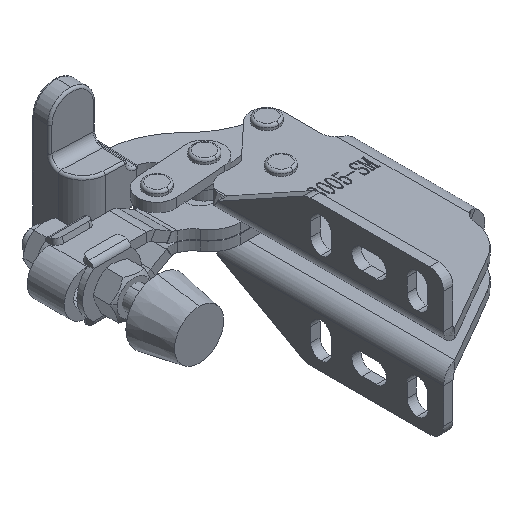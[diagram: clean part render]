
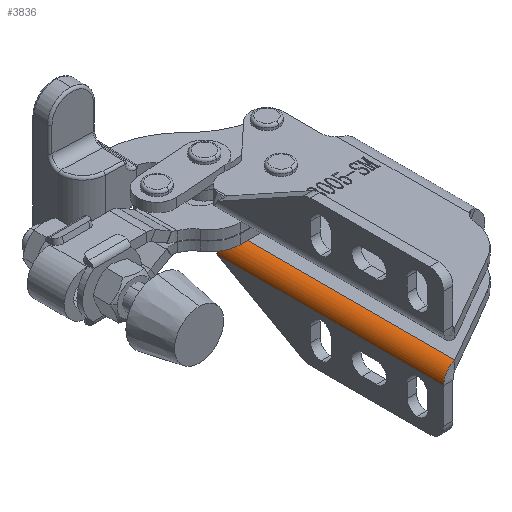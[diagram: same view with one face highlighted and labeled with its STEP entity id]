
A CAD part, isometric view. The second image highlights one B-rep face of the part: STEP entity #3836.
In plain terms, the highlighted cylindrical face has radius 3 mm (diameter 6 mm), a partial arc.
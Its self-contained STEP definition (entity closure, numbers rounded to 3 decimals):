
#1498 =( BOUNDED_CURVE ( )  B_SPLINE_CURVE ( 3, ( #23859, #23861, #23885, #23887 ),
 .UNSPECIFIED., .F., .F. ) 
 B_SPLINE_CURVE_WITH_KNOTS ( ( 4, 4 ),
 ( 3.142, 4.712 ),
 .UNSPECIFIED. ) 
 CURVE ( )  GEOMETRIC_REPRESENTATION_ITEM ( )  RATIONAL_B_SPLINE_CURVE ( ( 1., 0.805, 0.805, 1. ) ) 
 REPRESENTATION_ITEM ( '' )  );
#1499 = B_SPLINE_CURVE_WITH_KNOTS ( 'NONE', 3,
 ( #23855, #23844, #23863, #23865, #23866, #23867, #23869, #23870, #23871, #23873, #23875, #23877, #23879, #23881 ),
 .UNSPECIFIED., .F., .F.,
 ( 4, 2, 2, 2, 2, 2, 4 ),
 ( 0., 0.002, 0.002, 0.003, 0.005, 0.005, 0.006 ),
 .UNSPECIFIED. ) ;
#2101 = EDGE_LOOP ( 'NONE', ( #2987, #2990, #2983, #2985 ) ) ;
#2983 = ORIENTED_EDGE ( 'NONE', *, *, #19873, .T. ) ;
#2985 = ORIENTED_EDGE ( 'NONE', *, *, #19898, .T. ) ;
#2987 = ORIENTED_EDGE ( 'NONE', *, *, #19896, .F. ) ;
#2990 = ORIENTED_EDGE ( 'NONE', *, *, #19897, .T. ) ;
#3836 = ADVANCED_FACE ( 'NONE', ( #8771 ), #8778, .T. ) ;
#8771 = FACE_OUTER_BOUND ( 'NONE', #2101, .T. ) ;
#8778 = CYLINDRICAL_SURFACE ( 'NONE', #11650, 3. ) ;
#11650 = AXIS2_PLACEMENT_3D ( 'NONE', #21126, #21127, #21131 ) ;
#13749 = LINE ( 'NONE', #23733, #13752 ) ;
#13752 = VECTOR ( 'NONE', #23737, 1000. ) ;
#16105 = CARTESIAN_POINT ( 'NONE',  ( -2., 48.258, -5. ) ) ;
#16110 = CARTESIAN_POINT ( 'NONE',  ( -2., 0., -5. ) ) ;
#16119 = CARTESIAN_POINT ( 'NONE',  ( 1., 0.577, -2. ) ) ;
#16128 = CARTESIAN_POINT ( 'NONE',  ( 1., 52.131, -2. ) ) ;
#18242 = VERTEX_POINT ( 'NONE', #16105 ) ;
#18247 = VERTEX_POINT ( 'NONE', #16110 ) ;
#18256 = VERTEX_POINT ( 'NONE', #16119 ) ;
#18265 = VERTEX_POINT ( 'NONE', #16128 ) ;
#19873 = EDGE_CURVE ( 'NONE', #18242, #18247, #13749, .T. ) ;
#19896 = EDGE_CURVE ( 'NONE', #18265, #18256, #24578, .T. ) ;
#19897 = EDGE_CURVE ( 'NONE', #18265, #18242, #1499, .T. ) ;
#19898 = EDGE_CURVE ( 'NONE', #18247, #18256, #1498, .T. ) ;
#21126 = CARTESIAN_POINT ( 'NONE',  ( 1., 65., -5. ) ) ;
#21127 = DIRECTION ( 'NONE',  ( 0., 1., 0. ) ) ;
#21131 = DIRECTION ( 'NONE',  ( -1., 0., 0. ) ) ;
#23733 = CARTESIAN_POINT ( 'NONE',  ( -2., 0., -5. ) ) ;
#23737 = DIRECTION ( 'NONE',  ( 0., -1., 0. ) ) ;
#23844 = CARTESIAN_POINT ( 'NONE',  ( 0.626, 51.779, -2. ) ) ;
#23853 = CARTESIAN_POINT ( 'NONE',  ( 1., 65., -2. ) ) ;
#23855 = CARTESIAN_POINT ( 'NONE',  ( 1., 52.131, -2. ) ) ;
#23857 = DIRECTION ( 'NONE',  ( 0., -1., 0. ) ) ;
#23859 = CARTESIAN_POINT ( 'NONE',  ( -2., 0., -5. ) ) ;
#23861 = CARTESIAN_POINT ( 'NONE',  ( -2., 0., -3.243 ) ) ;
#23863 = CARTESIAN_POINT ( 'NONE',  ( 0.261, 51.434, -2.068 ) ) ;
#23865 = CARTESIAN_POINT ( 'NONE',  ( -0.263, 50.917, -2.272 ) ) ;
#23866 = CARTESIAN_POINT ( 'NONE',  ( -0.434, 50.744, -2.358 ) ) ;
#23867 = CARTESIAN_POINT ( 'NONE',  ( -0.756, 50.405, -2.56 ) ) ;
#23869 = CARTESIAN_POINT ( 'NONE',  ( -0.907, 50.238, -2.676 ) ) ;
#23870 = CARTESIAN_POINT ( 'NONE',  ( -1.329, 49.745, -3.07 ) ) ;
#23871 = CARTESIAN_POINT ( 'NONE',  ( -1.57, 49.42, -3.4 ) ) ;
#23873 = CARTESIAN_POINT ( 'NONE',  ( -1.819, 48.966, -3.954 ) ) ;
#23875 = CARTESIAN_POINT ( 'NONE',  ( -1.885, 48.819, -4.149 ) ) ;
#23877 = CARTESIAN_POINT ( 'NONE',  ( -1.975, 48.531, -4.562 ) ) ;
#23879 = CARTESIAN_POINT ( 'NONE',  ( -2., 48.391, -4.779 ) ) ;
#23881 = CARTESIAN_POINT ( 'NONE',  ( -2., 48.258, -5. ) ) ;
#23885 = CARTESIAN_POINT ( 'NONE',  ( -0.757, 0.239, -2. ) ) ;
#23887 = CARTESIAN_POINT ( 'NONE',  ( 1., 0.577, -2. ) ) ;
#24578 = LINE ( 'NONE', #23853, #24579 ) ;
#24579 = VECTOR ( 'NONE', #23857, 1000. ) ;
